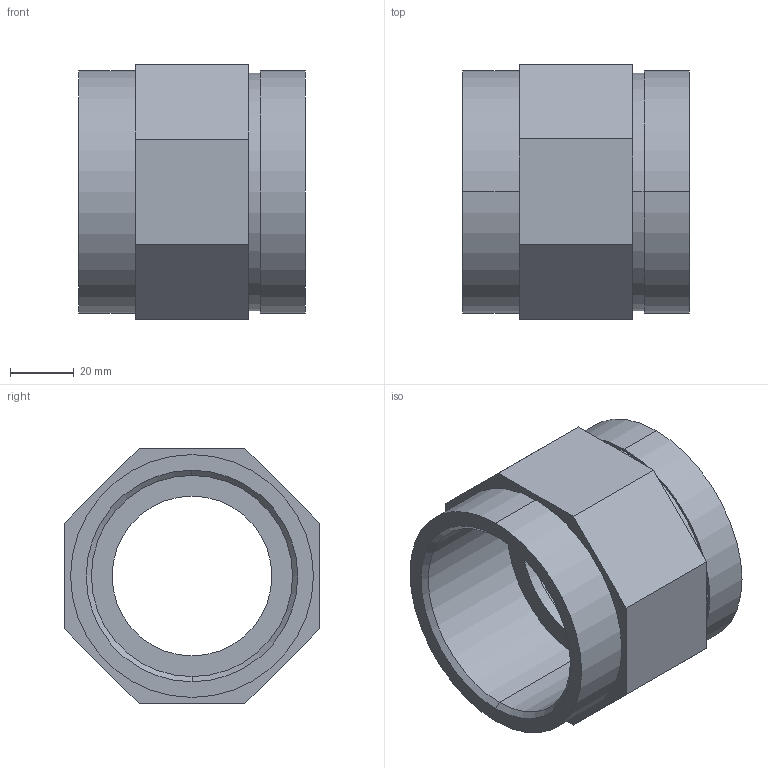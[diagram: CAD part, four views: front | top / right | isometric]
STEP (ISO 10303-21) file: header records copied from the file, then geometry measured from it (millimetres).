
FILE_DESCRIPTION(('STEP AP214'),'1');
FILE_NAME('cctmp_DB50AAAC-F1E7-4CA6-B250-FDF55787A3D9_2022_02_21_14_26_58_0481..stp','2022-02-21T13:26:58',('Praher Valves GmbH'),('CADClick - www.CADClick.com'),'Spatial InterOp 3D',' ','unknown authorization');
FILE_SCHEMA(('AUTOMOTIVE_DESIGN'));
Length unit declared in the file: millimetre
Products named in the file (1): 70842
Bounding box: 71 x 80 x 80 mm (x, y, z)
Volume: 149394.8 mm3; surface area: 38047.9 mm2
Topology: 1 solids, 1 shells, 32 faces, 70 edges, 46 vertices
Faces by surface type: plane 16, cylinder 14, cone 2
Entity records: 1172 total; most frequent: DIRECTION 166, CARTESIAN_POINT 149, ORIENTED_EDGE 140, EDGE_CURVE 70, AXIS2_PLACEMENT_3D 63, VERTEX_POINT 46, EDGE_LOOP 40, LINE 40
